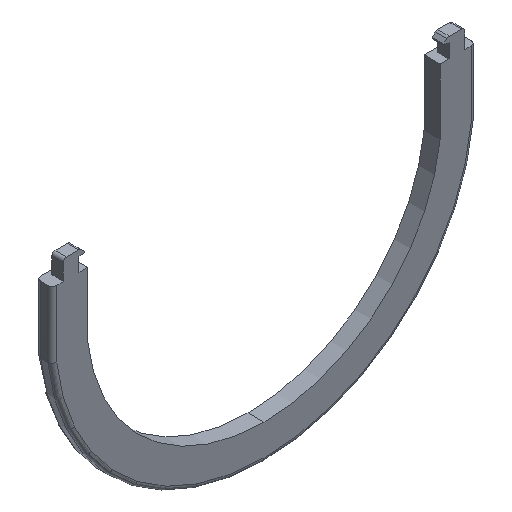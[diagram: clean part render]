
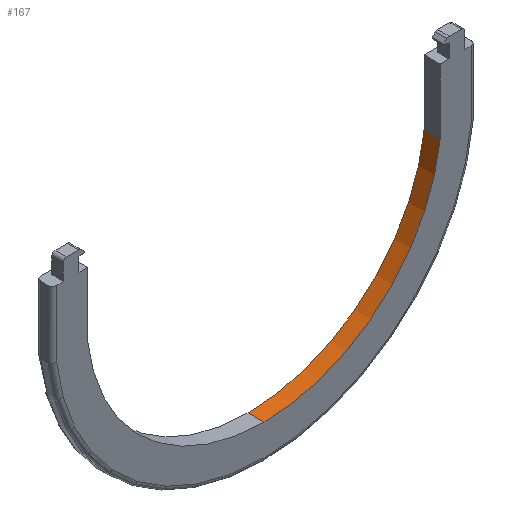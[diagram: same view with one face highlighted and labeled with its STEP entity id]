
A CAD part, isometric view. The second image highlights one B-rep face of the part: STEP entity #167.
In plain terms, the highlighted cylindrical face has radius 39.906 mm (diameter 79.812 mm), a partial arc.
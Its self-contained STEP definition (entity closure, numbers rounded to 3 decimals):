
#67 = DIRECTION ( 'NONE',  ( 0., -1., 0. ) ) ;
#78 = ORIENTED_EDGE ( 'NONE', *, *, #521, .F. ) ;
#105 = CARTESIAN_POINT ( 'NONE',  ( 0., 2.6, -50. ) ) ;
#113 = VERTEX_POINT ( 'NONE', #862 ) ;
#144 = CARTESIAN_POINT ( 'NONE',  ( 39.645, 0., -14.651 ) ) ;
#167 = ADVANCED_FACE ( 'NONE', ( #980 ), #200, .F. ) ;
#200 = CYLINDRICAL_SURFACE ( 'NONE', #556, 39.906 ) ;
#205 = DIRECTION ( 'NONE',  ( 0., 0., 1. ) ) ;
#218 = ORIENTED_EDGE ( 'NONE', *, *, #758, .T. ) ;
#260 = DIRECTION ( 'NONE',  ( 0., -1., 0. ) ) ;
#283 = EDGE_CURVE ( 'NONE', #551, #363, #987, .T. ) ;
#292 = CARTESIAN_POINT ( 'NONE',  ( 0., 2.6, -10.094 ) ) ;
#314 = VECTOR ( 'NONE', #260, 1000. ) ;
#362 = ORIENTED_EDGE ( 'NONE', *, *, #283, .T. ) ;
#363 = VERTEX_POINT ( 'NONE', #144 ) ;
#392 = CARTESIAN_POINT ( 'NONE',  ( 0., 3.6, -10.094 ) ) ;
#432 = DIRECTION ( 'NONE',  ( 0., -1., 0. ) ) ;
#478 = CARTESIAN_POINT ( 'NONE',  ( 0., 0., -10.094 ) ) ;
#518 = DIRECTION ( 'NONE',  ( 0., -1., 0. ) ) ;
#521 = EDGE_CURVE ( 'NONE', #690, #363, #853, .T. ) ;
#551 = VERTEX_POINT ( 'NONE', #577 ) ;
#554 = DIRECTION ( 'NONE',  ( 0., 0., -1. ) ) ;
#556 = AXIS2_PLACEMENT_3D ( 'NONE', #292, #518, #554 ) ;
#577 = CARTESIAN_POINT ( 'NONE',  ( 0., 0., -50. ) ) ;
#651 = CARTESIAN_POINT ( 'NONE',  ( 39.645, 2.6, -14.651 ) ) ;
#671 = AXIS2_PLACEMENT_3D ( 'NONE', #478, #1001, #1105 ) ;
#690 = VERTEX_POINT ( 'NONE', #856 ) ;
#720 = EDGE_CURVE ( 'NONE', #113, #690, #737, .T. ) ;
#737 = CIRCLE ( 'NONE', #930, 39.906 ) ;
#758 = EDGE_CURVE ( 'NONE', #113, #551, #1090, .T. ) ;
#829 = ORIENTED_EDGE ( 'NONE', *, *, #720, .F. ) ;
#853 = LINE ( 'NONE', #651, #1064 ) ;
#856 = CARTESIAN_POINT ( 'NONE',  ( 39.645, 3.6, -14.651 ) ) ;
#862 = CARTESIAN_POINT ( 'NONE',  ( 0., 3.6, -50. ) ) ;
#930 = AXIS2_PLACEMENT_3D ( 'NONE', #392, #67, #205 ) ;
#980 = FACE_OUTER_BOUND ( 'NONE', #1072, .T. ) ;
#987 = CIRCLE ( 'NONE', #671, 39.906 ) ;
#1001 = DIRECTION ( 'NONE',  ( 0., -1., 0. ) ) ;
#1064 = VECTOR ( 'NONE', #432, 1000. ) ;
#1072 = EDGE_LOOP ( 'NONE', ( #829, #218, #362, #78 ) ) ;
#1090 = LINE ( 'NONE', #105, #314 ) ;
#1105 = DIRECTION ( 'NONE',  ( 0., 0., -1. ) ) ;
